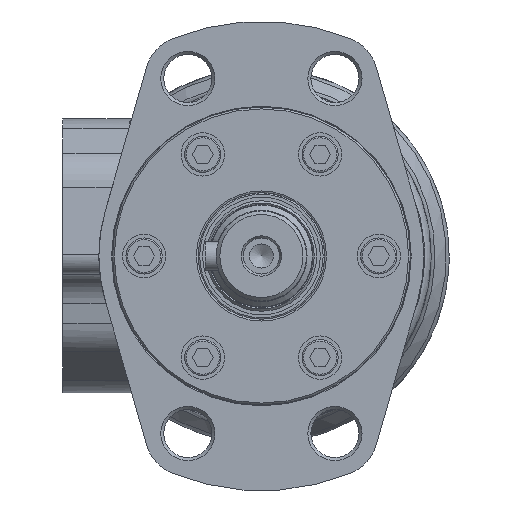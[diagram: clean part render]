
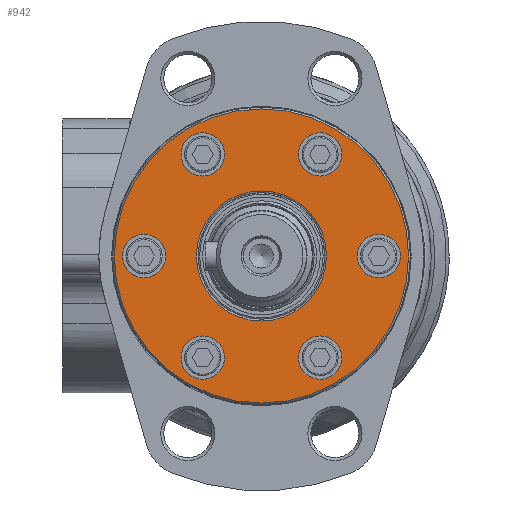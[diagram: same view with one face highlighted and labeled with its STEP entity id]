
A CAD part, left-side view. The second image highlights one B-rep face of the part: STEP entity #942.
In plain terms, the highlighted planar face has unit normal (-1, 0, 0).
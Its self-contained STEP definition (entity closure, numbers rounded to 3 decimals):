
#942 = ADVANCED_FACE( '', ( #2084, #2085, #2086, #2087, #2088, #2089, #2090, #2091 ), #2092, .F. );
#2084 = FACE_OUTER_BOUND( '', #3501, .T. );
#2085 = FACE_BOUND( '', #3502, .T. );
#2086 = FACE_BOUND( '', #3503, .T. );
#2087 = FACE_BOUND( '', #3504, .T. );
#2088 = FACE_BOUND( '', #3505, .T. );
#2089 = FACE_BOUND( '', #3506, .T. );
#2090 = FACE_BOUND( '', #3507, .T. );
#2091 = FACE_BOUND( '', #3508, .T. );
#2092 = PLANE( '', #3509 );
#3501 = EDGE_LOOP( '', ( #5837 ) );
#3502 = EDGE_LOOP( '', ( #5838 ) );
#3503 = EDGE_LOOP( '', ( #5839 ) );
#3504 = EDGE_LOOP( '', ( #5840 ) );
#3505 = EDGE_LOOP( '', ( #5841 ) );
#3506 = EDGE_LOOP( '', ( #5842 ) );
#3507 = EDGE_LOOP( '', ( #5843 ) );
#3508 = EDGE_LOOP( '', ( #5844 ) );
#3509 = AXIS2_PLACEMENT_3D( '', #5845, #5846, #5847 );
#5837 = ORIENTED_EDGE( '', *, *, #7875, .F. );
#5838 = ORIENTED_EDGE( '', *, *, #8295, .F. );
#5839 = ORIENTED_EDGE( '', *, *, #8296, .T. );
#5840 = ORIENTED_EDGE( '', *, *, #8281, .T. );
#5841 = ORIENTED_EDGE( '', *, *, #8297, .T. );
#5842 = ORIENTED_EDGE( '', *, *, #7593, .T. );
#5843 = ORIENTED_EDGE( '', *, *, #7912, .T. );
#5844 = ORIENTED_EDGE( '', *, *, #8020, .T. );
#5845 = CARTESIAN_POINT( '', ( 0., 0., 0. ) );
#5846 = DIRECTION( '', ( 1., 0., 0. ) );
#5847 = DIRECTION( '', ( 0., 0., -1. ) );
#7593 = EDGE_CURVE( '', #8881, #8881, #8882, .T. );
#7875 = EDGE_CURVE( '', #9366, #9366, #9367, .T. );
#7912 = EDGE_CURVE( '', #9427, #9427, #9428, .T. );
#8020 = EDGE_CURVE( '', #9584, #9584, #9585, .T. );
#8281 = EDGE_CURVE( '', #9955, #9955, #9956, .T. );
#8295 = EDGE_CURVE( '', #9972, #9972, #9973, .F. );
#8296 = EDGE_CURVE( '', #9974, #9974, #9975, .T. );
#8297 = EDGE_CURVE( '', #9976, #9976, #9977, .T. );
#8881 = VERTEX_POINT( '', #10953 );
#8882 = CIRCLE( '', #10954, 6. );
#9366 = VERTEX_POINT( '', #11831 );
#9367 = CIRCLE( '', #11832, 40.75 );
#9427 = VERTEX_POINT( '', #11943 );
#9428 = CIRCLE( '', #11944, 6. );
#9584 = VERTEX_POINT( '', #12214 );
#9585 = CIRCLE( '', #12215, 18. );
#9955 = VERTEX_POINT( '', #12861 );
#9956 = CIRCLE( '', #12862, 6. );
#9972 = VERTEX_POINT( '', #12888 );
#9973 = CIRCLE( '', #12889, 6. );
#9974 = VERTEX_POINT( '', #12890 );
#9975 = CIRCLE( '', #12891, 6. );
#9976 = VERTEX_POINT( '', #12892 );
#9977 = CIRCLE( '', #12893, 6. );
#10953 = CARTESIAN_POINT( '', ( 0., -16.25, 22.146 ) );
#10954 = AXIS2_PLACEMENT_3D( '', #14148, #14149, #14150 );
#11831 = CARTESIAN_POINT( '', ( 0., 0., -40.75 ) );
#11832 = AXIS2_PLACEMENT_3D( '', #14487, #14488, #14489 );
#11943 = CARTESIAN_POINT( '', ( 0., 16.25, 22.146 ) );
#11944 = AXIS2_PLACEMENT_3D( '', #14537, #14538, #14539 );
#12214 = CARTESIAN_POINT( '', ( 0., 0., -18. ) );
#12215 = AXIS2_PLACEMENT_3D( '', #14655, #14656, #14657 );
#12861 = CARTESIAN_POINT( '', ( 0., -16.25, -34.146 ) );
#12862 = AXIS2_PLACEMENT_3D( '', #14932, #14933, #14934 );
#12888 = CARTESIAN_POINT( '', ( 0., 32.5, -6. ) );
#12889 = AXIS2_PLACEMENT_3D( '', #14943, #14944, #14945 );
#12890 = CARTESIAN_POINT( '', ( 0., 16.25, -34.146 ) );
#12891 = AXIS2_PLACEMENT_3D( '', #14946, #14947, #14948 );
#12892 = CARTESIAN_POINT( '', ( 0., -32.5, -6. ) );
#12893 = AXIS2_PLACEMENT_3D( '', #14949, #14950, #14951 );
#14148 = CARTESIAN_POINT( '', ( 0., -16.25, 28.146 ) );
#14149 = DIRECTION( '', ( 1., 0., 0. ) );
#14150 = DIRECTION( '', ( 0., 0., -1. ) );
#14487 = CARTESIAN_POINT( '', ( 0., 0., 0. ) );
#14488 = DIRECTION( '', ( 1., 0., 0. ) );
#14489 = DIRECTION( '', ( 0., 0., -1. ) );
#14537 = CARTESIAN_POINT( '', ( 0., 16.25, 28.146 ) );
#14538 = DIRECTION( '', ( 1., 0., 0. ) );
#14539 = DIRECTION( '', ( 0., 0., -1. ) );
#14655 = CARTESIAN_POINT( '', ( 0., 0., 0. ) );
#14656 = DIRECTION( '', ( 1., 0., 0. ) );
#14657 = DIRECTION( '', ( 0., 0., -1. ) );
#14932 = CARTESIAN_POINT( '', ( 0., -16.25, -28.146 ) );
#14933 = DIRECTION( '', ( 1., 0., 0. ) );
#14934 = DIRECTION( '', ( 0., 0., -1. ) );
#14943 = CARTESIAN_POINT( '', ( 0., 32.5, 0. ) );
#14944 = DIRECTION( '', ( 1., 0., 0. ) );
#14945 = DIRECTION( '', ( 0., 0., -1. ) );
#14946 = CARTESIAN_POINT( '', ( 0., 16.25, -28.146 ) );
#14947 = DIRECTION( '', ( 1., 0., 0. ) );
#14948 = DIRECTION( '', ( 0., 0., -1. ) );
#14949 = CARTESIAN_POINT( '', ( 0., -32.5, 0. ) );
#14950 = DIRECTION( '', ( 1., 0., 0. ) );
#14951 = DIRECTION( '', ( 0., 0., -1. ) );
